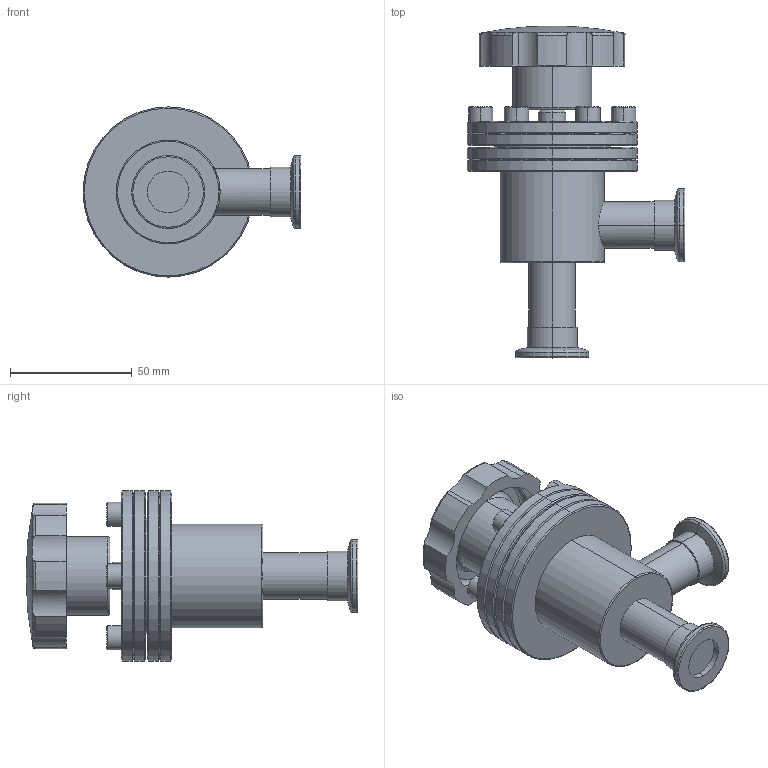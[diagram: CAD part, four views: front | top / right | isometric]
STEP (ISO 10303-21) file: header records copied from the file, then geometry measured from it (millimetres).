
FILE_DESCRIPTION (( 'STEP AP214' ), '1' );
FILE_NAME ('300609010016.STEP', '2021-04-26T08:49:23', ( 'admin' ), ( '' ), 'SwSTEP 2.0', 'SolidWorks 2018', '' );
FILE_SCHEMA (( 'AUTOMOTIVE_DESIGN' ));
Length unit declared in the file: millimetre
Products named in the file (1): 300609010016
Bounding box: 89.6 x 136.5 x 70 mm (x, y, z)
Volume: 206293.5 mm3; surface area: 40602.1 mm2
Topology: 1 solids, 1 shells, 183 faces, 419 edges, 260 vertices
Faces by surface type: cylinder 65, plane 49, cone 34, torus 25, bspline 8, sphere 2
Entity records: 5963 total; most frequent: CARTESIAN_POINT 1745, DIRECTION 917, ORIENTED_EDGE 838, EDGE_CURVE 419, AXIS2_PLACEMENT_3D 366, VERTEX_POINT 260, EDGE_LOOP 205, CIRCLE 190
